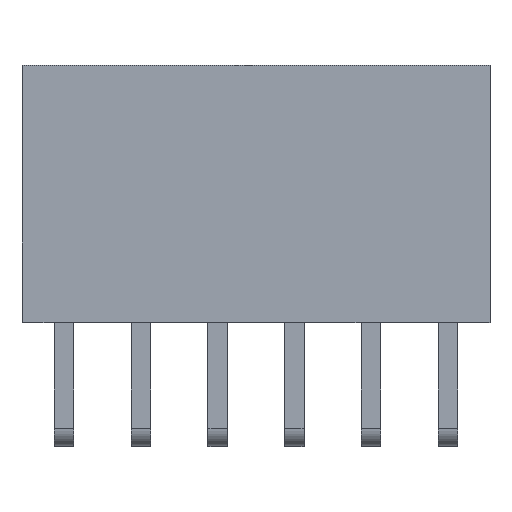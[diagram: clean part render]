
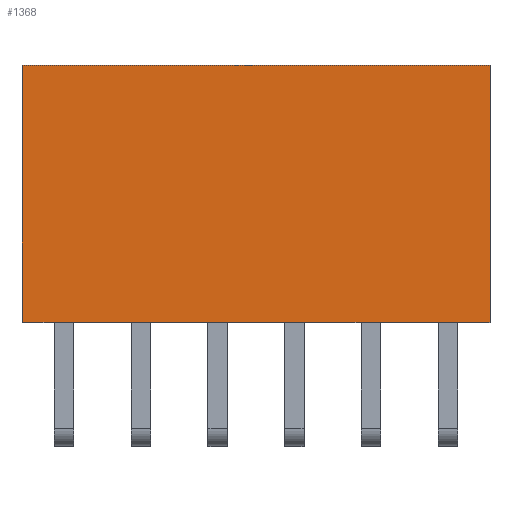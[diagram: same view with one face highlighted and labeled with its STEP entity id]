
A CAD part, top view. The second image highlights one B-rep face of the part: STEP entity #1368.
In plain terms, the highlighted planar face has unit normal (0, 0, 1).
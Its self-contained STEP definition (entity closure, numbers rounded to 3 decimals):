
#1368=ADVANCED_FACE('',(#2773),#2774,.T.);
#2773=FACE_OUTER_BOUND('',#4174,.T.);
#2774=PLANE('',#4175);
#4174=EDGE_LOOP('',(#8677,#8678,#8679,#8680));
#4175=AXIS2_PLACEMENT_3D('',#8681,#8682,#8683);
#8677=ORIENTED_EDGE('',*,*,#10578,.T.);
#8678=ORIENTED_EDGE('',*,*,#10579,.F.);
#8679=ORIENTED_EDGE('',*,*,#10580,.F.);
#8680=ORIENTED_EDGE('',*,*,#10575,.T.);
#8681=CARTESIAN_POINT('',(7.745,4.25,2.5));
#8682=DIRECTION('',(0.,-0.0,1.0));
#8683=DIRECTION('',(0.0,1.0,0.0));
#10575=EDGE_CURVE('',#13322,#13320,#13323,.T.);
#10578=EDGE_CURVE('',#13320,#13326,#13327,.T.);
#10579=EDGE_CURVE('',#13328,#13326,#13329,.T.);
#10580=EDGE_CURVE('',#13322,#13328,#13330,.T.);
#13320=VERTEX_POINT('',#17281);
#13322=VERTEX_POINT('',#17284);
#13323=LINE('',#17285,#17286);
#13326=VERTEX_POINT('',#17290);
#13327=LINE('',#17291,#17292);
#13328=VERTEX_POINT('',#17293);
#13329=LINE('',#17294,#17295);
#13330=LINE('',#17296,#17297);
#17281=CARTESIAN_POINT('',(-7.745,8.5,2.5));
#17284=CARTESIAN_POINT('',(7.745,8.5,2.5));
#17285=CARTESIAN_POINT('',(7.745,8.5,2.5));
#17286=VECTOR('',#19003,1.0);
#17290=CARTESIAN_POINT('',(-7.745,0.0,2.5));
#17291=CARTESIAN_POINT('',(-7.745,8.5,2.5));
#17292=VECTOR('',#19005,1.0);
#17293=CARTESIAN_POINT('',(7.745,0.0,2.5));
#17294=CARTESIAN_POINT('',(7.745,0.0,2.5));
#17295=VECTOR('',#19006,1.0);
#17296=CARTESIAN_POINT('',(7.745,8.5,2.5));
#17297=VECTOR('',#19007,1.0);
#19003=DIRECTION('',(-1.0,0.0,0.));
#19005=DIRECTION('',(0.0,-1.0,0.0));
#19006=DIRECTION('',(-1.0,0.0,0.));
#19007=DIRECTION('',(0.0,-1.0,0.0));
